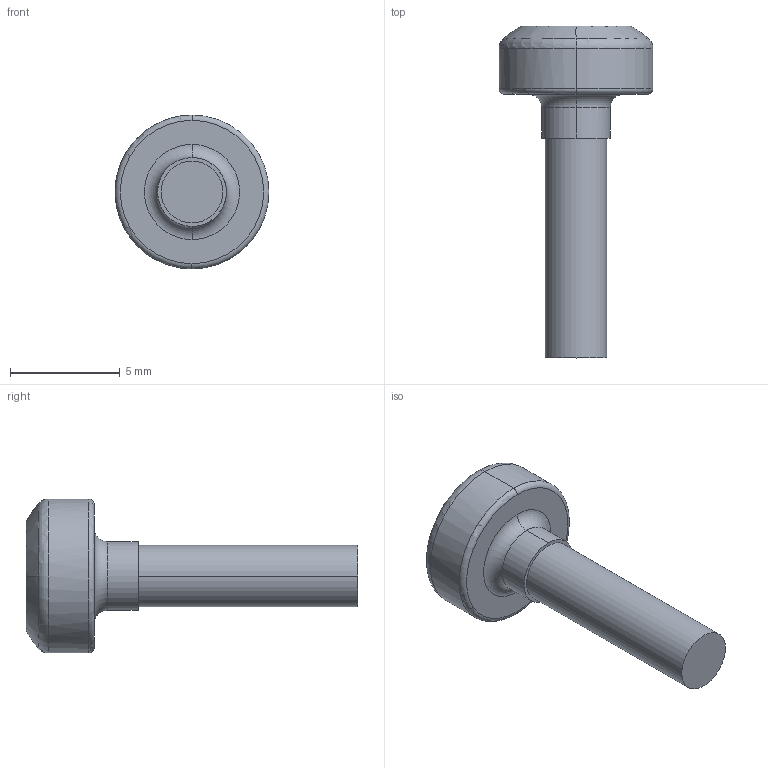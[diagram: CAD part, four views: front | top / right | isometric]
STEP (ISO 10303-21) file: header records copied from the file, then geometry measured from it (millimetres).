
FILE_DESCRIPTION(('CATIA V5 STEP Exchange','CAx-IF Rec.Pracs.--- Model Styling and Organization---1.5--- 2016-08-15','CAx-IF Rec.Pracs.---Supplemental Geometry---1.0---2011-11-01','CAx-IF Rec.Pracs.--- Composite Materials ---1.1---2010-07-15'),'2;1');
FILE_NAME ('1173495-1_0_2708620000_2708620000.stp','2024-06-14T13:28:03+00:00',('none'),('Weidmueller'),'CATIA Version 5-6 Release 2022 SP4 HF5','CATIA V5 STEP AP214 v3','none');
FILE_SCHEMA(('AUTOMOTIVE_DESIGN { 1 0 10303 214 1 1 1 1 }'));
Length unit declared in the file: millimetre
Products named in the file (1): EJOT DELTA PT Schraube WN 5452 40x12
Bounding box: 7 x 15.1 x 7 mm (x, y, z)
Volume: 168.5 mm3; surface area: 261.7 mm2
Topology: 1 solids, 1 shells, 90 faces, 362 edges, 275 vertices
Faces by surface type: plane 34, bspline 24, cylinder 20, torus 6, sphere 4, cone 2
Entity records: 4952 total; most frequent: CARTESIAN_POINT 2505, ORIENTED_EDGE 720, EDGE_CURVE 360, VERTEX_POINT 275, B_SPLINE_CURVE_WITH_KNOTS 251, DIRECTION 215, AXIS2_PLACEMENT_3D 93, EDGE_LOOP 93
